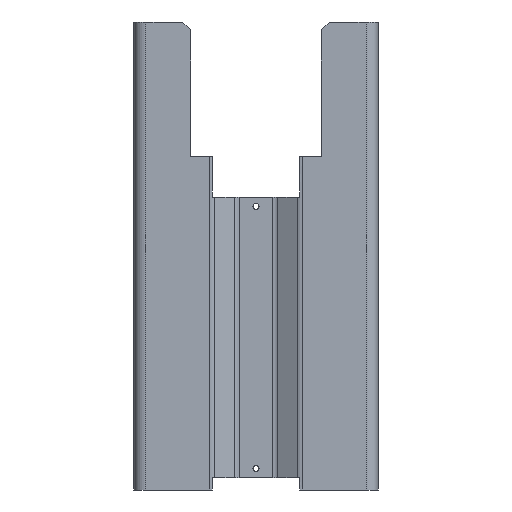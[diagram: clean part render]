
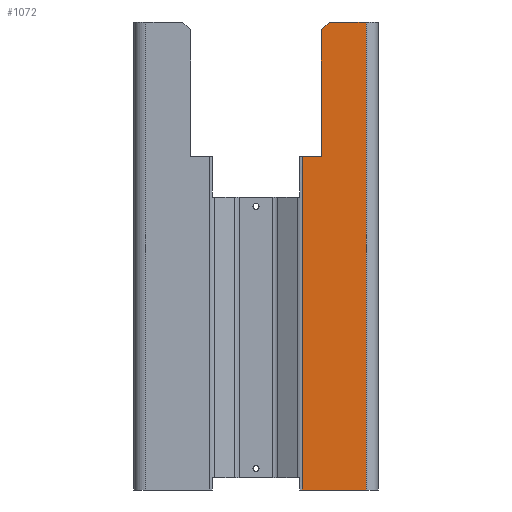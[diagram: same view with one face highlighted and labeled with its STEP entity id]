
A CAD part, front view. The second image highlights one B-rep face of the part: STEP entity #1072.
In plain terms, the highlighted free-form (B-spline) face has degree [1, 1] with [2, 2] control points.
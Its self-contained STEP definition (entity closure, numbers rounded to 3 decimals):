
#983=CARTESIAN_POINT('',(49.806,-33.8,350.0));
#984=VERTEX_POINT('',#983);
#985=CARTESIAN_POINT('',(55.806,-33.8,356.0));
#986=VERTEX_POINT('',#985);
#987=CARTESIAN_POINT('',(49.806,-33.8,350.0));
#988=DIRECTION('',(0.707,0.0,0.707));
#989=VECTOR('',#988,8.485);
#990=LINE('',#987,#989);
#991=EDGE_CURVE('',#984,#986,#990,.T.);
#1018=CARTESIAN_POINT('',(35.082,-33.8,356.0));
#1019=CARTESIAN_POINT('',(35.082,-33.8,0.0));
#1020=CARTESIAN_POINT('',(83.806,-33.8,356.0));
#1021=CARTESIAN_POINT('',(83.806,-33.8,0.0));
#1022=B_SPLINE_SURFACE_WITH_KNOTS('',1,1,((#1018,#1020),(#1019,#1021)),.UNSPECIFIED.,.F.,.F.,.U.,(2,2),(2,2),(0.0,356.0),(0.0,48.724),.UNSPECIFIED.);
#1023=ORIENTED_EDGE('',*,*,#991,.F.);
#1024=CARTESIAN_POINT('',(49.806,-33.8,253.8));
#1025=VERTEX_POINT('',#1024);
#1026=CARTESIAN_POINT('',(49.806,-33.8,350.0));
#1027=DIRECTION('',(0.0,0.0,-1.0));
#1028=VECTOR('',#1027,96.2);
#1029=LINE('',#1026,#1028);
#1030=EDGE_CURVE('',#984,#1025,#1029,.T.);
#1031=ORIENTED_EDGE('',*,*,#1030,.T.);
#1032=CARTESIAN_POINT('',(35.082,-33.8,253.8));
#1033=VERTEX_POINT('',#1032);
#1034=CARTESIAN_POINT('',(49.806,-33.8,253.8));
#1035=DIRECTION('',(-1.0,0.0,0.0));
#1036=VECTOR('',#1035,14.724);
#1037=LINE('',#1034,#1036);
#1038=EDGE_CURVE('',#1025,#1033,#1037,.T.);
#1039=ORIENTED_EDGE('',*,*,#1038,.T.);
#1040=CARTESIAN_POINT('',(35.082,-33.8,0.0));
#1041=VERTEX_POINT('',#1040);
#1042=CARTESIAN_POINT('',(35.082,-33.8,0.0));
#1043=DIRECTION('',(0.0,0.0,1.0));
#1044=VECTOR('',#1043,253.8);
#1045=LINE('',#1042,#1044);
#1046=EDGE_CURVE('',#1041,#1033,#1045,.T.);
#1047=ORIENTED_EDGE('',*,*,#1046,.F.);
#1048=CARTESIAN_POINT('',(83.806,-33.8,0.0));
#1049=VERTEX_POINT('',#1048);
#1050=CARTESIAN_POINT('',(83.806,-33.8,0.0));
#1051=DIRECTION('',(-1.0,0.0,0.0));
#1052=VECTOR('',#1051,48.724);
#1053=LINE('',#1050,#1052);
#1054=EDGE_CURVE('',#1049,#1041,#1053,.T.);
#1055=ORIENTED_EDGE('',*,*,#1054,.F.);
#1056=CARTESIAN_POINT('',(83.806,-33.8,356.0));
#1057=VERTEX_POINT('',#1056);
#1058=CARTESIAN_POINT('',(83.806,-33.8,0.0));
#1059=DIRECTION('',(0.0,0.0,1.0));
#1060=VECTOR('',#1059,356.0);
#1061=LINE('',#1058,#1060);
#1062=EDGE_CURVE('',#1049,#1057,#1061,.T.);
#1063=ORIENTED_EDGE('',*,*,#1062,.T.);
#1064=CARTESIAN_POINT('',(55.806,-33.8,356.0));
#1065=DIRECTION('',(1.0,0.0,0.0));
#1066=VECTOR('',#1065,28.);
#1067=LINE('',#1064,#1066);
#1068=EDGE_CURVE('',#986,#1057,#1067,.T.);
#1069=ORIENTED_EDGE('',*,*,#1068,.F.);
#1070=EDGE_LOOP('',(#1023,#1031,#1039,#1047,#1055,#1063,#1069));
#1071=FACE_OUTER_BOUND('',#1070,.T.);
#1072=ADVANCED_FACE('',(#1071),#1022,.T.);
